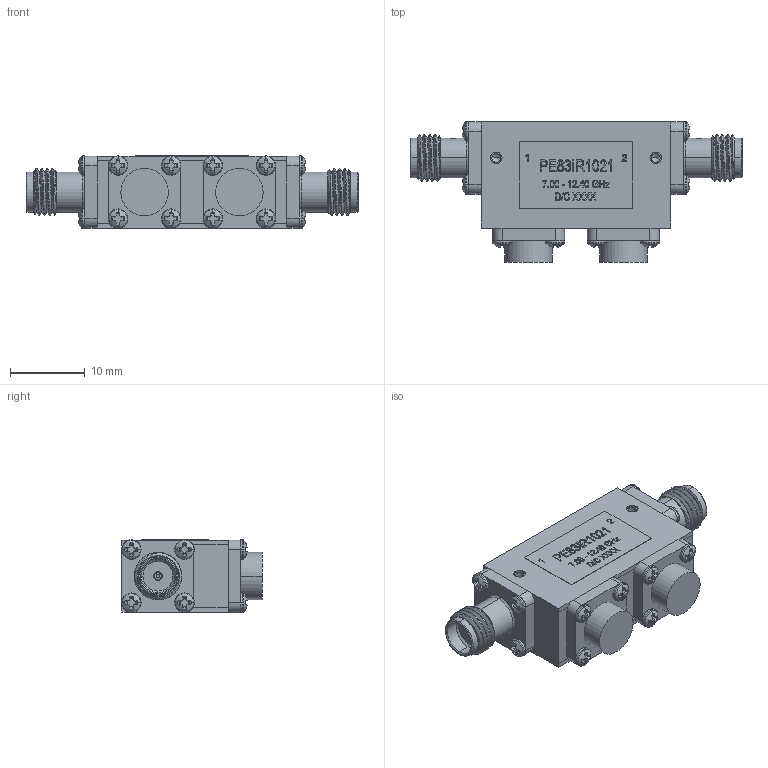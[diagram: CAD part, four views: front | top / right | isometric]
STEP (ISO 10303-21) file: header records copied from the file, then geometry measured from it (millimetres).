
FILE_DESCRIPTION (( 'STEP AP203' ), '1' );
FILE_NAME ('PE83IR1021 ¦ FMIR1021.step', '2019-06-28T13:25:37', ( '' ), ( '' ), 'SwSTEP 2.0', 'SolidWorks 2018', '' );
FILE_SCHEMA (( 'CONFIG_CONTROL_DESIGN' ));
Length unit declared in the file: inch
Products named in the file (1): PE83IR1021 ｦ FMIR1021
Bounding box: 44.45 x 18.82 x 9.73 mm (x, y, z)
Volume: 4553.4 mm3; surface area: 2790.5 mm2
Topology: 1 solids, 20 shells, 1128 faces, 2946 edges, 1922 vertices
Faces by surface type: plane 635, bspline 221, cylinder 156, cone 112, torus 4
Entity records: 45985 total; most frequent: CARTESIAN_POINT 20226, ORIENTED_EDGE 5876, DIRECTION 4442, EDGE_CURVE 2938, VERTEX_POINT 1922, VECTOR 1490, LINE 1490, AXIS2_PLACEMENT_3D 1476
